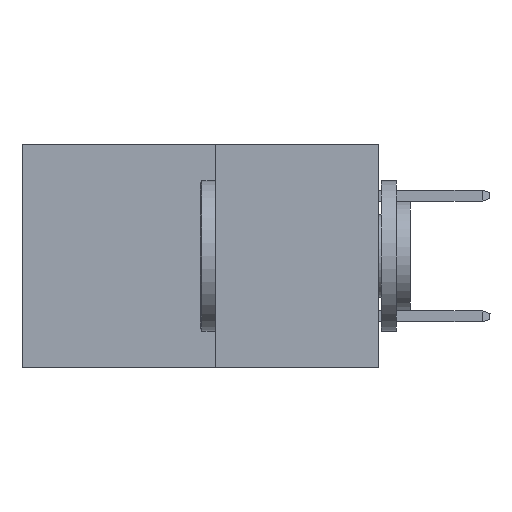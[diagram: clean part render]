
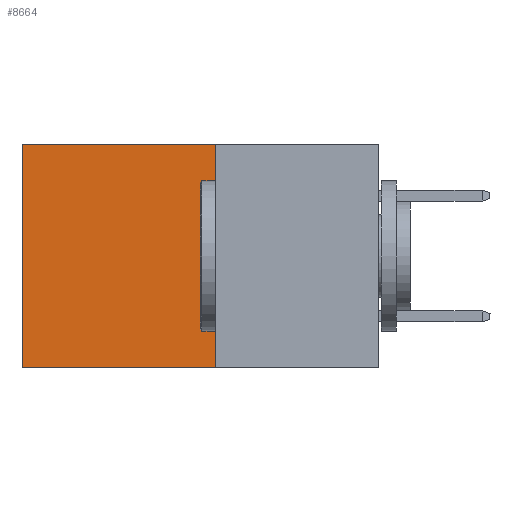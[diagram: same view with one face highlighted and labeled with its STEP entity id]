
A CAD part, left-side view. The second image highlights one B-rep face of the part: STEP entity #8664.
In plain terms, the highlighted planar face has unit normal (-1, 0, 0).
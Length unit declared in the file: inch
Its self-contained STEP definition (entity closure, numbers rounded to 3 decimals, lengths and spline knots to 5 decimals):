
#118 = EDGE_LOOP ( 'NONE', ( #383, #7749, #4714, #1940 ) ) ;
#383 = ORIENTED_EDGE ( 'NONE', *, *, #6114, .T. ) ;
#451 = VERTEX_POINT ( 'NONE', #7001 ) ;
#605 = CARTESIAN_POINT ( 'NONE',  ( 0.277, 0.27, 0. ) ) ;
#716 = FACE_OUTER_BOUND ( 'NONE', #118, .T. ) ;
#959 = VECTOR ( 'NONE', #6568, 39.37008 ) ;
#1940 = ORIENTED_EDGE ( 'NONE', *, *, #7718, .T. ) ;
#2066 = LINE ( 'NONE', #7600, #6034 ) ;
#2335 = VERTEX_POINT ( 'NONE', #3649 ) ;
#2436 = DIRECTION ( 'NONE',  ( 0., 0., -1. ) ) ;
#2733 = AXIS2_PLACEMENT_3D ( 'NONE', #8252, #4551, #9768 ) ;
#3649 = CARTESIAN_POINT ( 'NONE',  ( 0.277, 0.59, 0. ) ) ;
#3718 = PLANE ( 'NONE',  #2733 ) ;
#4311 = VERTEX_POINT ( 'NONE', #7770 ) ;
#4551 = DIRECTION ( 'NONE',  ( 1., 0., 0. ) ) ;
#4714 = ORIENTED_EDGE ( 'NONE', *, *, #7796, .F. ) ;
#4752 = EDGE_CURVE ( 'NONE', #451, #4311, #5269, .T. ) ;
#5269 = LINE ( 'NONE', #6652, #959 ) ;
#5310 = VECTOR ( 'NONE', #9963, 39.37008 ) ;
#5547 = CARTESIAN_POINT ( 'NONE',  ( 0.277, 0.27, 0. ) ) ;
#6034 = VECTOR ( 'NONE', #7593, 39.37008 ) ;
#6114 = EDGE_CURVE ( 'NONE', #2335, #4311, #2066, .T. ) ;
#6361 = VECTOR ( 'NONE', #2436, 39.37008 ) ;
#6568 = DIRECTION ( 'NONE',  ( 0., 1., 0. ) ) ;
#6652 = CARTESIAN_POINT ( 'NONE',  ( 0.277, 0.27, -0.37 ) ) ;
#7001 = CARTESIAN_POINT ( 'NONE',  ( 0.277, 0.27, -0.37 ) ) ;
#7593 = DIRECTION ( 'NONE',  ( 0., 0., -1. ) ) ;
#7600 = CARTESIAN_POINT ( 'NONE',  ( 0.277, 0.59, -0.37 ) ) ;
#7671 = VERTEX_POINT ( 'NONE', #605 ) ;
#7718 = EDGE_CURVE ( 'NONE', #7671, #2335, #9471, .T. ) ;
#7749 = ORIENTED_EDGE ( 'NONE', *, *, #4752, .F. ) ;
#7770 = CARTESIAN_POINT ( 'NONE',  ( 0.277, 0.59, -0.37 ) ) ;
#7796 = EDGE_CURVE ( 'NONE', #7671, #451, #8289, .T. ) ;
#8252 = CARTESIAN_POINT ( 'NONE',  ( 0.277, 0.27, -0.37 ) ) ;
#8289 = LINE ( 'NONE', #9288, #6361 ) ;
#8664 = ADVANCED_FACE ( 'NONE', ( #716 ), #3718, .F. ) ;
#9288 = CARTESIAN_POINT ( 'NONE',  ( 0.277, 0.27, -0.37 ) ) ;
#9471 = LINE ( 'NONE', #5547, #5310 ) ;
#9768 = DIRECTION ( 'NONE',  ( 0., 0., -1. ) ) ;
#9963 = DIRECTION ( 'NONE',  ( 0., 1., 0. ) ) ;
